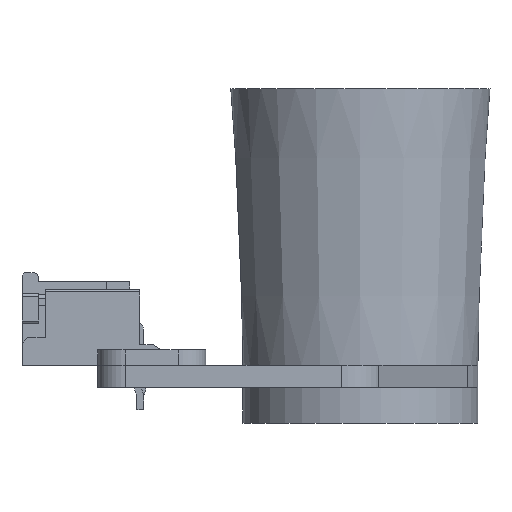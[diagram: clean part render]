
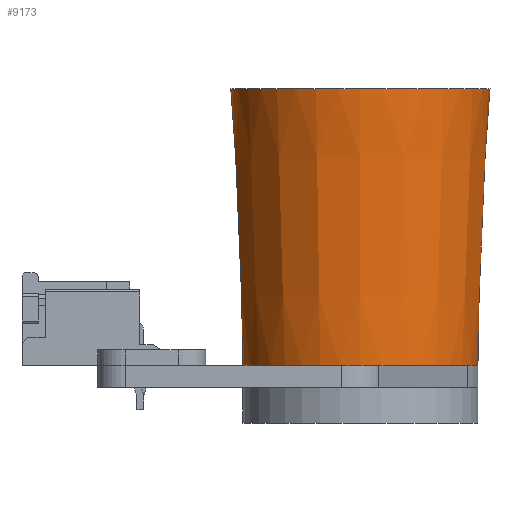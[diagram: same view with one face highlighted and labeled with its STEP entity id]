
A CAD part, left-side view. The second image highlights one B-rep face of the part: STEP entity #9173.
In plain terms, the highlighted conical face has half-angle 2.5 degrees and reference radius 8.5 mm.
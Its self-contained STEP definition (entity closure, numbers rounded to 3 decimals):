
#761=FACE_OUTER_BOUND('',#1254,.T.);
#1254=EDGE_LOOP('',(#6514,#6515,#6516,#6517));
#1777=LINE('',#12804,#3000);
#3000=VECTOR('',#10359,8.5);
#4223=CIRCLE('',#9742,9.373);
#4224=CIRCLE('',#9743,8.5);
#4329=VERTEX_POINT('',#12801);
#4330=VERTEX_POINT('',#12803);
#5185=EDGE_CURVE('',#4329,#4329,#4223,.T.);
#5186=EDGE_CURVE('',#4329,#4330,#1777,.T.);
#5187=EDGE_CURVE('',#4330,#4330,#4224,.T.);
#6514=ORIENTED_EDGE('',*,*,#5185,.F.);
#6515=ORIENTED_EDGE('',*,*,#5186,.T.);
#6516=ORIENTED_EDGE('',*,*,#5187,.T.);
#6517=ORIENTED_EDGE('',*,*,#5186,.F.);
#9172=CONICAL_SURFACE('',#9741,8.5,0.044);
#9173=ADVANCED_FACE('',(#761),#9172,.T.);
#9741=AXIS2_PLACEMENT_3D('',#12800,#10355,#10356);
#9742=AXIS2_PLACEMENT_3D('',#12802,#10357,#10358);
#9743=AXIS2_PLACEMENT_3D('',#12805,#10360,#10361);
#10355=DIRECTION('center_axis',(0.,0.,1.));
#10356=DIRECTION('ref_axis',(1.,0.,0.));
#10357=DIRECTION('center_axis',(0.,0.,1.));
#10358=DIRECTION('ref_axis',(1.,0.,0.));
#10359=DIRECTION('',(0.044,0.,-0.999));
#10360=DIRECTION('center_axis',(0.,0.,1.));
#10361=DIRECTION('ref_axis',(1.,0.,0.));
#12800=CARTESIAN_POINT('Origin',(0.,0.,
4.2));
#12801=CARTESIAN_POINT('',(-9.373,0.,24.2));
#12802=CARTESIAN_POINT('Origin',(0.,0.,
24.2));
#12803=CARTESIAN_POINT('',(-8.5,0.,4.2));
#12804=CARTESIAN_POINT('',(-8.5,0.,4.2));
#12805=CARTESIAN_POINT('Origin',(0.,0.,
4.2));
